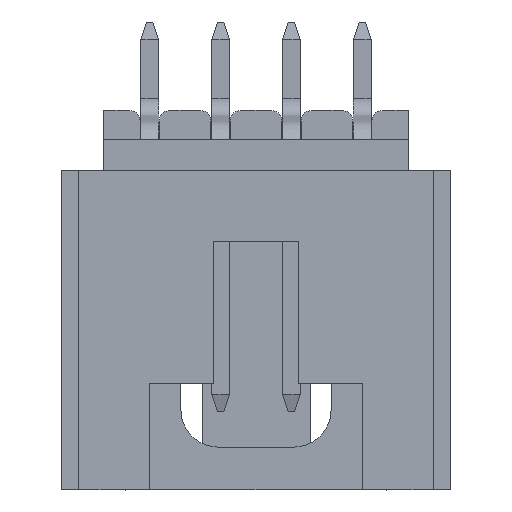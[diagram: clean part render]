
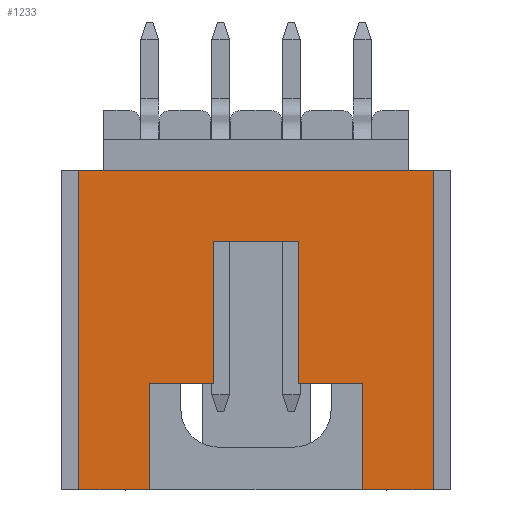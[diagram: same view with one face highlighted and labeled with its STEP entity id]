
A CAD part, top view. The second image highlights one B-rep face of the part: STEP entity #1233.
In plain terms, the highlighted planar face has unit normal (0, 0, 1).
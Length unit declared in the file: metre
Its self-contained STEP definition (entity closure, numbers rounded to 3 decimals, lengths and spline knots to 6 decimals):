
#1141 = EDGE_CURVE( '', #3080, #3081, #3082, .T. );
#1233 = ADVANCED_FACE( '', ( #3238 ), #3239, .T. );
#1245 = EDGE_CURVE( '', #3259, #3081, #3260, .T. );
#1257 = EDGE_CURVE( '', #3280, #3259, #3281, .T. );
#1421 = EDGE_CURVE( '', #3428, #3552, #3553, .T. );
#1443 = EDGE_CURVE( '', #3585, #3586, #3587, .T. );
#1563 = EDGE_CURVE( '', #3766, #3552, #3767, .T. );
#1577 = EDGE_CURVE( '', #3787, #3788, #3789, .T. );
#1589 = EDGE_CURVE( '', #3766, #3805, #3806, .T. );
#1643 = EDGE_CURVE( '', #3586, #3080, #3885, .T. );
#2071 = EDGE_CURVE( '', #3787, #4463, #4464, .T. );
#2073 = EDGE_CURVE( '', #3416, #3280, #4466, .T. );
#2173 = EDGE_CURVE( '', #3788, #3585, #4584, .T. );
#2273 = EDGE_CURVE( '', #3416, #3428, #4704, .T. );
#2709 = EDGE_CURVE( '', #4463, #3805, #5215, .T. );
#3080 = VERTEX_POINT( '', #5708 );
#3081 = VERTEX_POINT( '', #5709 );
#3082 = LINE( '', #5710, #5711 );
#3238 = FACE_OUTER_BOUND( '', #5941, .T. );
#3239 = PLANE( '', #5942 );
#3259 = VERTEX_POINT( '', #5973 );
#3260 = LINE( '', #5974, #5975 );
#3280 = VERTEX_POINT( '', #6002 );
#3281 = LINE( '', #6003, #6004 );
#3416 = VERTEX_POINT( '', #6289 );
#3428 = VERTEX_POINT( '', #6305 );
#3552 = VERTEX_POINT( '', #6481 );
#3553 = LINE( '', #6482, #6483 );
#3585 = VERTEX_POINT( '', #6554 );
#3586 = VERTEX_POINT( '', #6555 );
#3587 = LINE( '', #6556, #6557 );
#3766 = VERTEX_POINT( '', #6821 );
#3767 = LINE( '', #6822, #6823 );
#3787 = VERTEX_POINT( '', #6852 );
#3788 = VERTEX_POINT( '', #6853 );
#3789 = LINE( '', #6854, #6855 );
#3805 = VERTEX_POINT( '', #6876 );
#3806 = LINE( '', #6877, #6878 );
#3885 = LINE( '', #6999, #7000 );
#4463 = VERTEX_POINT( '', #7889 );
#4464 = LINE( '', #7890, #7891 );
#4466 = LINE( '', #7894, #7895 );
#4584 = LINE( '', #8102, #8103 );
#4704 = LINE( '', #8343, #8344 );
#5215 = LINE( '', #9247, #9248 );
#5708 = CARTESIAN_POINT( '', ( -0.002794, -0.003217, 0.005467 ) );
#5709 = CARTESIAN_POINT( '', ( -0.001524, -0.003217, 0.005467 ) );
#5710 = CARTESIAN_POINT( '', ( -0.002794, -0.003217, 0.005467 ) );
#5711 = VECTOR( '', #9516, 1. );
#5941 = EDGE_LOOP( '', ( #9642, #9643, #9644, #9645, #9646, #9647, #9648, #9649, #9650, #9651, #9652, #9653, #9654, #9655 ) );
#5942 = AXIS2_PLACEMENT_3D( '', #9656, #9657, #9658 );
#5973 = CARTESIAN_POINT( '', ( -0.001524, 0.001863, 0.005467 ) );
#5974 = CARTESIAN_POINT( '', ( -0.001524, 0.001863, 0.005467 ) );
#5975 = VECTOR( '', #9664, 1. );
#6002 = CARTESIAN_POINT( '', ( 0.001524, 0.001863, 0.005467 ) );
#6003 = CARTESIAN_POINT( '', ( 0.001524, 0.001863, 0.005467 ) );
#6004 = VECTOR( '', #9686, 1. );
#6289 = CARTESIAN_POINT( '', ( 0.001524, -0.003217, 0.005467 ) );
#6305 = CARTESIAN_POINT( '', ( 0.002794, -0.003217, 0.005467 ) );
#6481 = CARTESIAN_POINT( '', ( 0.00381, -0.003217, 0.005467 ) );
#6482 = CARTESIAN_POINT( '', ( 0.002794, -0.003217, 0.005467 ) );
#6483 = VECTOR( '', #9984, 1. );
#6554 = CARTESIAN_POINT( '', ( -0.00381, -0.007027, 0.005467 ) );
#6555 = CARTESIAN_POINT( '', ( -0.00381, -0.003217, 0.005467 ) );
#6556 = CARTESIAN_POINT( '', ( -0.00381, -0.007027, 0.005467 ) );
#6557 = VECTOR( '', #10030, 1. );
#6821 = CARTESIAN_POINT( '', ( 0.00381, -0.007027, 0.005467 ) );
#6822 = CARTESIAN_POINT( '', ( 0.00381, -0.007027, 0.005467 ) );
#6823 = VECTOR( '', #10249, 1. );
#6852 = CARTESIAN_POINT( '', ( -0.00635, 0.004403, 0.005467 ) );
#6853 = CARTESIAN_POINT( '', ( -0.00635, -0.007027, 0.005467 ) );
#6854 = CARTESIAN_POINT( '', ( -0.00635, 0.004403, 0.005467 ) );
#6855 = VECTOR( '', #10276, 1. );
#6876 = CARTESIAN_POINT( '', ( 0.00635, -0.007027, 0.005467 ) );
#6877 = CARTESIAN_POINT( '', ( 0.00381, -0.007027, 0.005467 ) );
#6878 = VECTOR( '', #10311, 1. );
#6999 = CARTESIAN_POINT( '', ( -0.00381, -0.003217, 0.005467 ) );
#7000 = VECTOR( '', #10382, 1. );
#7889 = CARTESIAN_POINT( '', ( 0.00635, 0.004403, 0.005467 ) );
#7890 = CARTESIAN_POINT( '', ( -0.00635, 0.004403, 0.005467 ) );
#7891 = VECTOR( '', #11076, 1. );
#7894 = CARTESIAN_POINT( '', ( 0.001524, -0.003217, 0.005467 ) );
#7895 = VECTOR( '', #11077, 1. );
#8102 = CARTESIAN_POINT( '', ( -0.00635, -0.007027, 0.005467 ) );
#8103 = VECTOR( '', #11208, 1. );
#8343 = CARTESIAN_POINT( '', ( 0.001524, -0.003217, 0.005467 ) );
#8344 = VECTOR( '', #11351, 1. );
#9247 = CARTESIAN_POINT( '', ( 0.00635, 0.004403, 0.005467 ) );
#9248 = VECTOR( '', #12115, 1. );
#9516 = DIRECTION( '', ( 1., 0., 0. ) );
#9642 = ORIENTED_EDGE( '', *, *, #2273, .T. );
#9643 = ORIENTED_EDGE( '', *, *, #1421, .T. );
#9644 = ORIENTED_EDGE( '', *, *, #1563, .F. );
#9645 = ORIENTED_EDGE( '', *, *, #1589, .T. );
#9646 = ORIENTED_EDGE( '', *, *, #2709, .F. );
#9647 = ORIENTED_EDGE( '', *, *, #2071, .F. );
#9648 = ORIENTED_EDGE( '', *, *, #1577, .T. );
#9649 = ORIENTED_EDGE( '', *, *, #2173, .T. );
#9650 = ORIENTED_EDGE( '', *, *, #1443, .T. );
#9651 = ORIENTED_EDGE( '', *, *, #1643, .T. );
#9652 = ORIENTED_EDGE( '', *, *, #1141, .T. );
#9653 = ORIENTED_EDGE( '', *, *, #1245, .F. );
#9654 = ORIENTED_EDGE( '', *, *, #1257, .F. );
#9655 = ORIENTED_EDGE( '', *, *, #2073, .F. );
#9656 = CARTESIAN_POINT( '', ( -0.00635, 0.004403, 0.005467 ) );
#9657 = DIRECTION( '', ( 0., 0., 1. ) );
#9658 = DIRECTION( '', ( 1., 0., 0. ) );
#9664 = DIRECTION( '', ( 0., -1., 0. ) );
#9686 = DIRECTION( '', ( -1., 0., 0. ) );
#9984 = DIRECTION( '', ( 1., 0., 0. ) );
#10030 = DIRECTION( '', ( 0., 1., 0. ) );
#10249 = DIRECTION( '', ( 0., 1., 0. ) );
#10276 = DIRECTION( '', ( 0., -1., 0. ) );
#10311 = DIRECTION( '', ( 1., 0., 0. ) );
#10382 = DIRECTION( '', ( 1., 0., 0. ) );
#11076 = DIRECTION( '', ( 1., 0., 0. ) );
#11077 = DIRECTION( '', ( 0., 1., 0. ) );
#11208 = DIRECTION( '', ( 1., 0., 0. ) );
#11351 = DIRECTION( '', ( 1., 0., 0. ) );
#12115 = DIRECTION( '', ( 0., -1., 0. ) );
